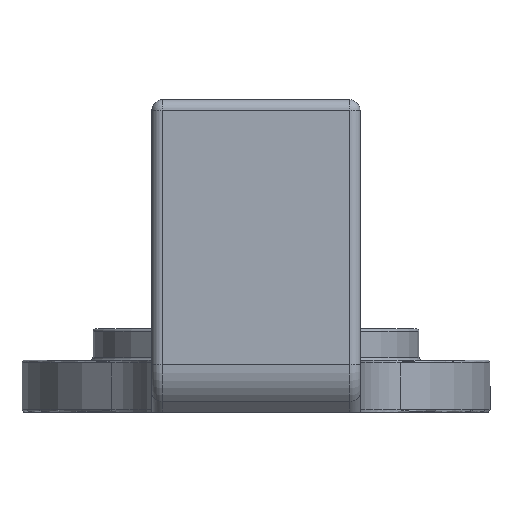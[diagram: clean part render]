
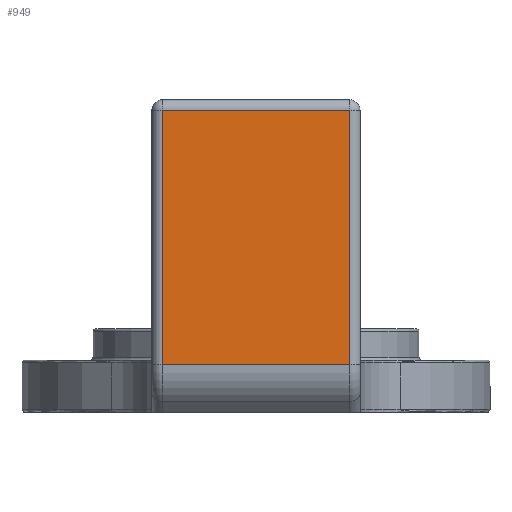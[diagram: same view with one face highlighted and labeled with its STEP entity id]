
A CAD part, front view. The second image highlights one B-rep face of the part: STEP entity #949.
In plain terms, the highlighted planar face has unit normal (0, -1, 0).
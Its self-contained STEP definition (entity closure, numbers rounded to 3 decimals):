
#65=PLANE('',#1070);
#121=FACE_OUTER_BOUND('',#186,.T.);
#186=EDGE_LOOP('',(#747,#748,#749,#750));
#245=LINE('',#1744,#295);
#258=LINE('',#1795,#308);
#262=LINE('',#1811,#312);
#265=LINE('',#1816,#315);
#295=VECTOR('',#1225,10.);
#308=VECTOR('',#1270,10.);
#312=VECTOR('',#1292,10.);
#315=VECTOR('',#1299,10.);
#423=VERTEX_POINT('',#1731);
#426=VERTEX_POINT('',#1738);
#441=VERTEX_POINT('',#1791);
#443=VERTEX_POINT('',#1805);
#521=EDGE_CURVE('',#423,#426,#245,.T.);
#544=EDGE_CURVE('',#426,#441,#258,.T.);
#553=EDGE_CURVE('',#443,#423,#262,.T.);
#556=EDGE_CURVE('',#441,#443,#265,.T.);
#747=ORIENTED_EDGE('',*,*,#521,.F.);
#748=ORIENTED_EDGE('',*,*,#553,.F.);
#749=ORIENTED_EDGE('',*,*,#556,.F.);
#750=ORIENTED_EDGE('',*,*,#544,.F.);
#949=ADVANCED_FACE('',(#121),#65,.T.);
#1070=AXIS2_PLACEMENT_3D('',#1820,#1304,#1305);
#1225=DIRECTION('',(-1.,0.,0.));
#1270=DIRECTION('',(0.,0.,1.));
#1292=DIRECTION('',(0.,0.,-1.));
#1299=DIRECTION('',(1.,0.,0.));
#1304=DIRECTION('center_axis',(0.,-1.,0.));
#1305=DIRECTION('ref_axis',(1.,0.,0.));
#1731=CARTESIAN_POINT('',(18.,-95.,9.142));
#1738=CARTESIAN_POINT('',(-18.,-95.,9.142));
#1744=CARTESIAN_POINT('',(-3.75,-95.,9.142));
#1791=CARTESIAN_POINT('',(-18.,-95.,58.));
#1795=CARTESIAN_POINT('',(-18.,-95.,0.));
#1805=CARTESIAN_POINT('',(18.,-95.,58.));
#1811=CARTESIAN_POINT('',(18.,-95.,0.));
#1816=CARTESIAN_POINT('',(-10.,-95.,58.));
#1820=CARTESIAN_POINT('Origin',(-20.,-95.,0.));
